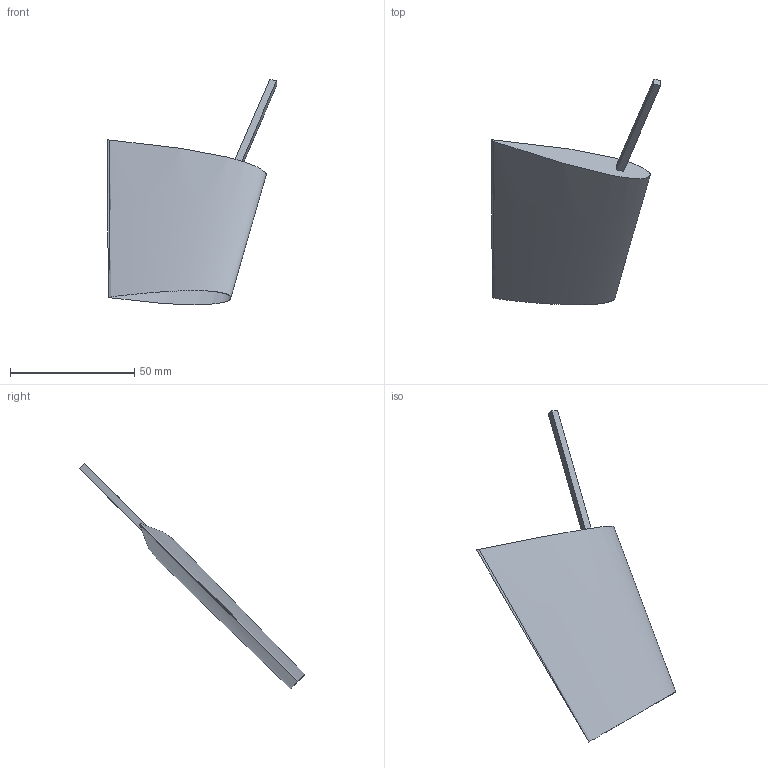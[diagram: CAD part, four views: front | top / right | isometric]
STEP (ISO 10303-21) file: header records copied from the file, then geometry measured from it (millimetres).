
FILE_DESCRIPTION((''),'2;1');
FILE_NAME('PRT0003','2023-02-07T21:04:10',('vpetrov'),(''),'CREO PARAMETRIC BY PTC INC, 2022414','CREO PARAMETRIC BY PTC INC, 2022414','');
FILE_SCHEMA(('CONFIG_CONTROL_DESIGN'));
Length unit declared in the file: millimetre
Products named in the file (1): PRT0003
Bounding box: 68.23 x 90.88 x 90.85 mm (x, y, z)
Surface area: 10845.7 mm2 (no closed solid volume)
Topology: 0 solids, 2 shells, 12 faces, 25 edges, 15 vertices
Faces by surface type: plane 7, bspline 5
Entity records: 9929 total; most frequent: CARTESIAN_POINT 9679, ORIENTED_EDGE 45, DIRECTION 28, EDGE_CURVE 23, VERTEX_POINT 15, VECTOR 14, LINE 14, EDGE_LOOP 12
